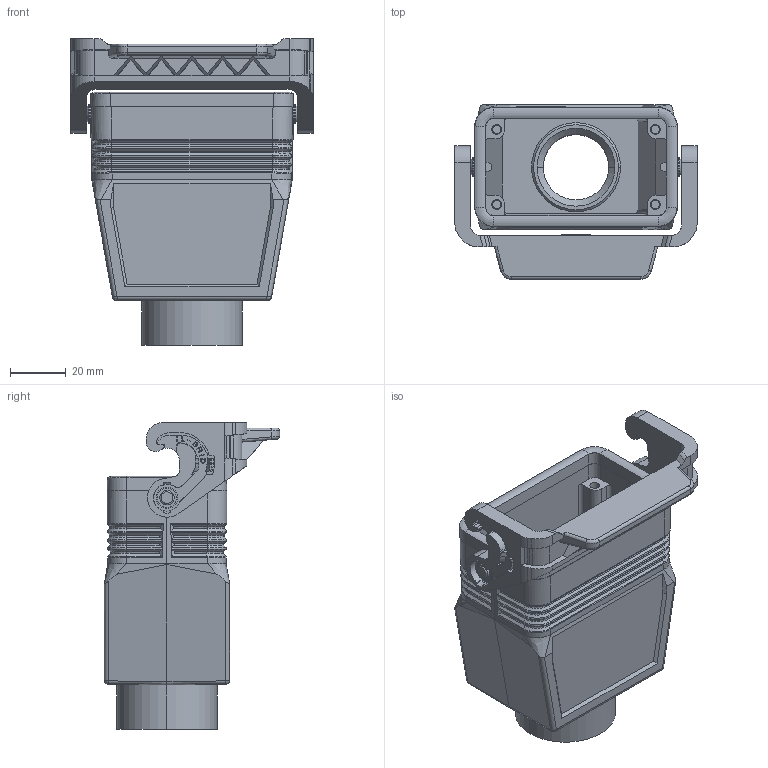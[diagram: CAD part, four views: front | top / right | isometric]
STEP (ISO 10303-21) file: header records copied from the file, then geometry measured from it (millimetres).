
FILE_DESCRIPTION(('Creo Elements/Direct Modeling STEP Export'),'2;1');
FILE_NAME('37jbk2e5pl61lm34548','2023-03-10T12:06:45',(''),(''),'Creo Elements/Direct Modeling STEP processor for AP214 (Solid Model)','Creo Elements/Direct Modeling 20.1B 02-Apr-2019 (C) Parametric Technology GmbH','');
FILE_SCHEMA(('AUTOMOTIVE_DESIGN { 1 0 10303 214 1 1 1 1 }'));
Products named in the file (3): MLAV 10 LG32; MLAV 10 LG25
Assembly tree (2 placements, depth 3):
  MLAV 10 LG25
    MLAV 10 LG32
      MLAV 10 LG32
Bounding box: 87 x 63 x 110.25 mm (x, y, z)
Volume: 98615.5 mm3; surface area: 50099.2 mm2
Topology: 1 solids, 1 shells, 1233 faces, 3232 edges, 2051 vertices
Faces by surface type: plane 712, cylinder 313, bspline 102, torus 46, extrusion 28, cone 28, sphere 4
Entity records: 71089 total; most frequent: CARTESIAN_POINT 32054, ORIENTED_EDGE 6460, DIRECTION 5572, EDGE_CURVE 3228, VECTOR 2222, LINE 2194, VERTEX_POINT 2051, AXIS2_PLACEMENT_3D 1675
